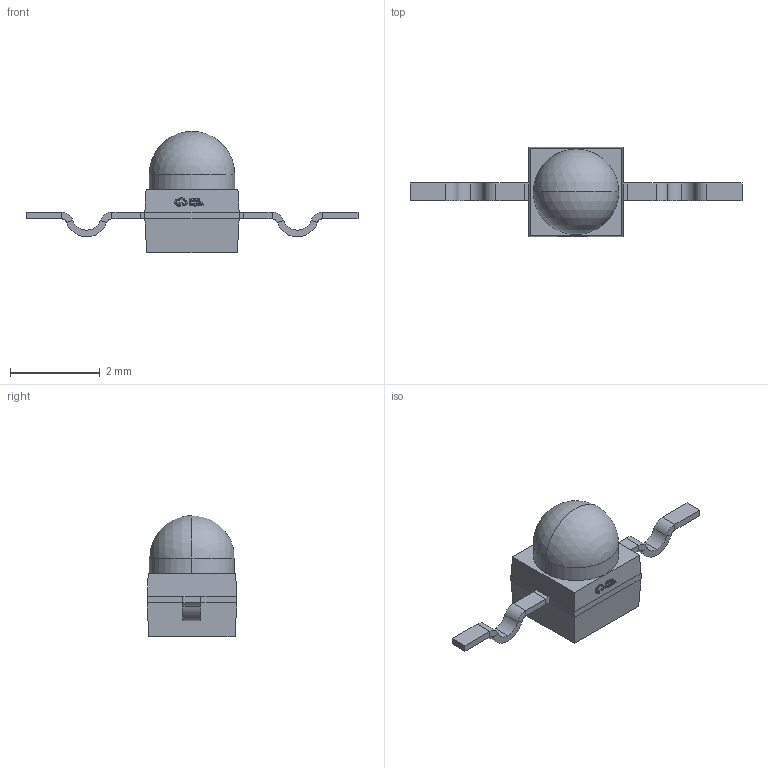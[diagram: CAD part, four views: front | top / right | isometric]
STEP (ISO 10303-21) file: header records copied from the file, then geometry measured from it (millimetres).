
FILE_DESCRIPTION (( 'STEP AP214' ), '1' );
FILE_NAME ('LED-SMD_L2.1-W2.0-H2.7-LS7.4.step', '2022-07-08T12:32:46', ( '' ), ( '' ), 'SwSTEP 2.0', 'SolidWorks 2020', '' );
FILE_SCHEMA (( 'AUTOMOTIVE_DESIGN' ));
Length unit declared in the file: millimetre
Products named in the file (1): LED-SMD_L2.1-W2.0-H2.7-LS7.4
Bounding box: 7.4 x 2 x 2.7 mm (x, y, z)
Volume: 8.9 mm3; surface area: 30.8 mm2
Topology: 1 solids, 1 shells, 357 faces, 931 edges, 601 vertices
Faces by surface type: plane 225, bspline 112, cylinder 18, sphere 2
Entity records: 15916 total; most frequent: CARTESIAN_POINT 3988, ORIENTED_EDGE 1854, DIRECTION 1229, EDGE_CURVE 927, VECTOR 661, LINE 661, VERTEX_POINT 599, EDGE_LOOP 384
